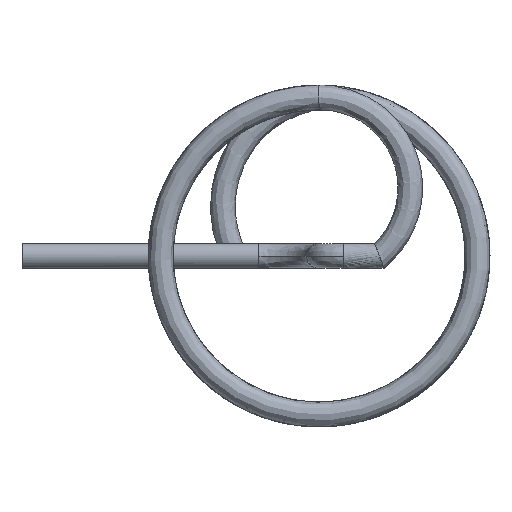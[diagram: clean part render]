
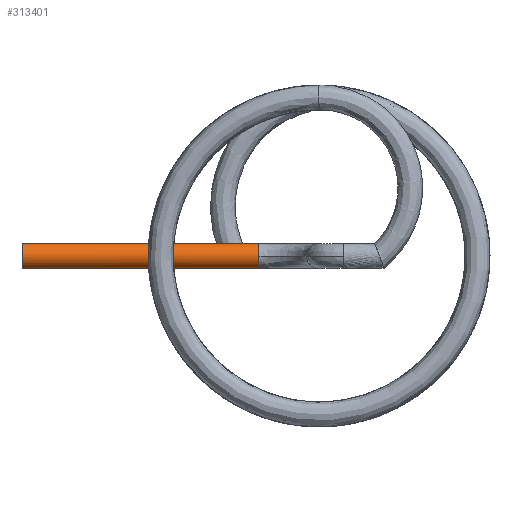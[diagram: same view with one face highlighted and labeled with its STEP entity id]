
A CAD part, front view. The second image highlights one B-rep face of the part: STEP entity #313401.
In plain terms, the highlighted free-form (B-spline) face has degree [2, 1] with [5, 2] control points.
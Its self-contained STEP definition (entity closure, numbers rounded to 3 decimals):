
#442 = VERTEX_POINT('',#443);
#443 = CARTESIAN_POINT('',(-90.406,553.522,
    18.533));
#449 = EDGE_CURVE('',#442,#450,#452,.T.);
#450 = VERTEX_POINT('',#451);
#451 = CARTESIAN_POINT('',(-90.406,534.988,
    0.));
#452 = ( BOUNDED_CURVE() B_SPLINE_CURVE(2,(#453,#454,#455),
.UNSPECIFIED.,.F.,.F.) B_SPLINE_CURVE_WITH_KNOTS((3,3),(3.142,
4.712),.PIECEWISE_BEZIER_KNOTS.) CURVE() 
GEOMETRIC_REPRESENTATION_ITEM() RATIONAL_B_SPLINE_CURVE((1.,
0.707,1.)) REPRESENTATION_ITEM('') );
#453 = CARTESIAN_POINT('',(-90.406,553.522,
    18.533));
#454 = CARTESIAN_POINT('',(-90.406,534.988,
    18.533));
#455 = CARTESIAN_POINT('',(-90.406,534.988,
    0.));
#299142 = VERTEX_POINT('',#299143);
#299143 = CARTESIAN_POINT('',(-90.406,553.522,
    -18.533));
#299149 = EDGE_CURVE('',#299142,#299150,#299152,.T.);
#299150 = VERTEX_POINT('',#299151);
#299151 = CARTESIAN_POINT('',(-445.508,553.522,
    -18.533));
#299152 = B_SPLINE_CURVE_WITH_KNOTS('',1,(#299153,#299154),
  .UNSPECIFIED.,.F.,.F.,(2,2),(0.,392.785),
  .PIECEWISE_BEZIER_KNOTS.);
#299153 = CARTESIAN_POINT('',(-90.406,553.522,
    -18.533));
#299154 = CARTESIAN_POINT('',(-445.508,553.522,
    -18.533));
#299157 = VERTEX_POINT('',#299158);
#299158 = CARTESIAN_POINT('',(-445.508,553.522,
    18.533));
#299166 = EDGE_CURVE('',#442,#299157,#299167,.T.);
#299167 = B_SPLINE_CURVE_WITH_KNOTS('',1,(#299168,#299169),
  .UNSPECIFIED.,.F.,.F.,(2,2),(0.,392.785),
  .PIECEWISE_BEZIER_KNOTS.);
#299168 = CARTESIAN_POINT('',(-90.406,553.522,
    18.533));
#299169 = CARTESIAN_POINT('',(-445.508,553.522,
    18.533));
#313401 = ADVANCED_FACE('',(#313402),#313421,.T.);
#313402 = FACE_BOUND('',#313403,.T.);
#313403 = EDGE_LOOP('',(#313404,#313405,#313411,#313412,#313413));
#313404 = ORIENTED_EDGE('',*,*,#299149,.F.);
#313405 = ORIENTED_EDGE('',*,*,#313406,.F.);
#313406 = EDGE_CURVE('',#450,#299142,#313407,.T.);
#313407 = ( BOUNDED_CURVE() B_SPLINE_CURVE(2,(#313408,#313409,#313410),
.UNSPECIFIED.,.F.,.F.) B_SPLINE_CURVE_WITH_KNOTS((3,3),(4.712,
6.283),.PIECEWISE_BEZIER_KNOTS.) CURVE() 
GEOMETRIC_REPRESENTATION_ITEM() RATIONAL_B_SPLINE_CURVE((1.,
0.707,1.)) REPRESENTATION_ITEM('') );
#313408 = CARTESIAN_POINT('',(-90.406,534.988,
    0.));
#313409 = CARTESIAN_POINT('',(-90.406,534.988,
    -18.533));
#313410 = CARTESIAN_POINT('',(-90.406,553.522,
    -18.533));
#313411 = ORIENTED_EDGE('',*,*,#449,.F.);
#313412 = ORIENTED_EDGE('',*,*,#299166,.T.);
#313413 = ORIENTED_EDGE('',*,*,#313414,.T.);
#313414 = EDGE_CURVE('',#299157,#299150,#313415,.T.);
#313415 = ( BOUNDED_CURVE() B_SPLINE_CURVE(2,(#313416,#313417,#313418,
#313419,#313420),.UNSPECIFIED.,.F.,.F.) B_SPLINE_CURVE_WITH_KNOTS((3,2,3
    ),(3.142,4.712,6.283),
.PIECEWISE_BEZIER_KNOTS.) CURVE() GEOMETRIC_REPRESENTATION_ITEM() 
RATIONAL_B_SPLINE_CURVE((1.,0.707,1.,0.707,1.)) 
REPRESENTATION_ITEM('') );
#313416 = CARTESIAN_POINT('',(-445.508,553.522,
    18.533));
#313417 = CARTESIAN_POINT('',(-445.508,534.988,
    18.533));
#313418 = CARTESIAN_POINT('',(-445.508,534.988,
    0.));
#313419 = CARTESIAN_POINT('',(-445.508,534.988,
    -18.533));
#313420 = CARTESIAN_POINT('',(-445.508,553.522,
    -18.533));
#313421 = ( BOUNDED_SURFACE() B_SPLINE_SURFACE(2,1,(
    (#313422,#313423)
    ,(#313424,#313425)
    ,(#313426,#313427)
    ,(#313428,#313429)
    ,(#313430,#313431
)),.UNSPECIFIED.,.F.,.F.,.F.) B_SPLINE_SURFACE_WITH_KNOTS((3,2,3),(2,2),
  (3.142,4.712,6.283),(0.,392.785),
.PIECEWISE_BEZIER_KNOTS.) GEOMETRIC_REPRESENTATION_ITEM() 
RATIONAL_B_SPLINE_SURFACE((
    (1.,1.)
    ,(0.707,0.707)
    ,(1.,1.)
    ,(0.707,0.707)
,(1.,1.))) REPRESENTATION_ITEM('') SURFACE() );
#313422 = CARTESIAN_POINT('',(-90.406,553.522,
    -18.533));
#313423 = CARTESIAN_POINT('',(-445.508,553.522,
    -18.533));
#313424 = CARTESIAN_POINT('',(-90.406,534.988,
    -18.533));
#313425 = CARTESIAN_POINT('',(-445.508,534.988,
    -18.533));
#313426 = CARTESIAN_POINT('',(-90.406,534.988,
    0.));
#313427 = CARTESIAN_POINT('',(-445.508,534.988,
    0.));
#313428 = CARTESIAN_POINT('',(-90.406,534.988,
    18.533));
#313429 = CARTESIAN_POINT('',(-445.508,534.988,
    18.533));
#313430 = CARTESIAN_POINT('',(-90.406,553.522,
    18.533));
#313431 = CARTESIAN_POINT('',(-445.508,553.522,
    18.533));
